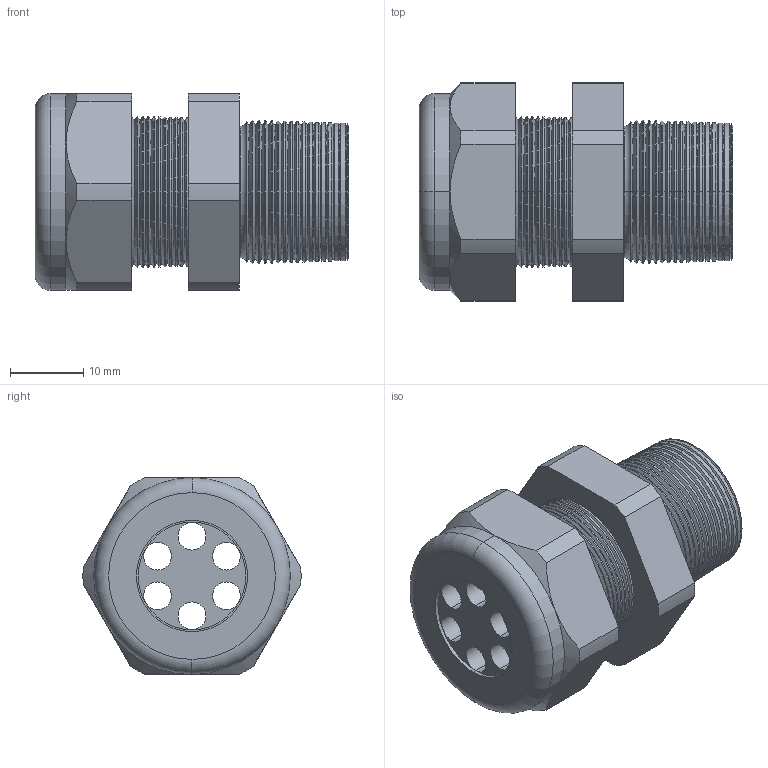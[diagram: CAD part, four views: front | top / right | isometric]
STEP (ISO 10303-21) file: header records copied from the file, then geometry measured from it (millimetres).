
FILE_DESCRIPTION (( 'STEP AP203' ), '1' );
FILE_NAME ('CD16N0-BK.STEP', '2008-06-23T09:27:52', ( 'BSI05' ), ( 'BAYSTATE' ), 'SwSTEP 2.0', 'SolidWorks 2007', '' );
FILE_SCHEMA (( 'CONFIG_CONTROL_DESIGN' ));
Length unit declared in the file: inch
Products named in the file (1): CD16N0-BK
Bounding box: 42.93 x 29.88 x 26.92 mm (x, y, z)
Volume: 12183.9 mm3; surface area: 8858.7 mm2
Topology: 2 solids, 2 shells, 222 faces, 474 edges, 260 vertices
Faces by surface type: cone 164, cylinder 32, plane 20, torus 6
Entity records: 6041 total; most frequent: DIRECTION 1150, CARTESIAN_POINT 1041, ORIENTED_EDGE 948, EDGE_CURVE 474, AXIS2_PLACEMENT_3D 465, VERTEX_POINT 260, CIRCLE 242, EDGE_LOOP 240
